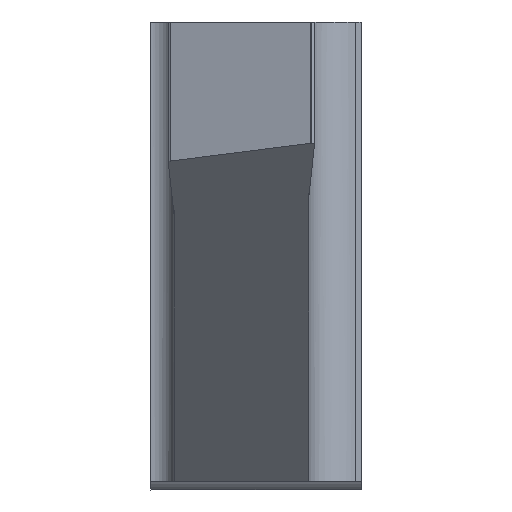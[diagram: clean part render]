
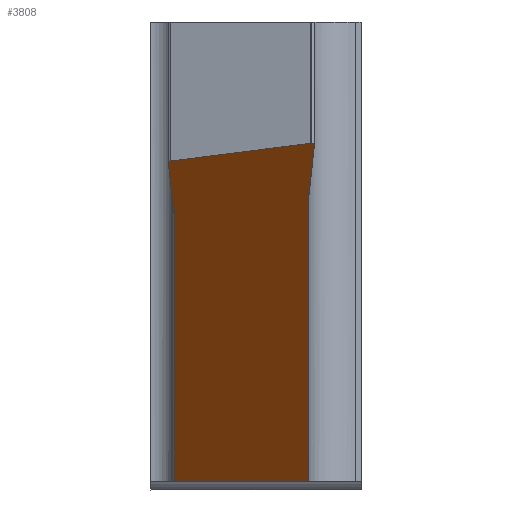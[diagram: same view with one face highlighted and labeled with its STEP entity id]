
A CAD part, front view. The second image highlights one B-rep face of the part: STEP entity #3808.
In plain terms, the highlighted planar face has unit normal (0, -0.427, -0.904).
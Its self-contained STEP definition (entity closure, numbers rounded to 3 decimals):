
#6=CARTESIAN_POINT('',(2.737,0.002,-2.073));
#7=CARTESIAN_POINT('',(2.741,0.001,-2.072));
#8=CARTESIAN_POINT('',(2.746,0.,-2.072));
#9=CARTESIAN_POINT('',(2.75,0.,-2.072));
#10=(BOUNDED_CURVE()B_SPLINE_CURVE(3,(#6,#7,#8,#9),.UNSPECIFIED.,.F.,.F.)B_SPLINE_CURVE_WITH_KNOTS((4,4),(0.,1.),.UNSPECIFIED.)CURVE()GEOMETRIC_REPRESENTATION_ITEM()RATIONAL_B_SPLINE_CURVE((1.,0.994,0.994,1.))REPRESENTATION_ITEM(''));
#11=CARTESIAN_POINT('',(2.737,0.002,-2.073));
#12=VERTEX_POINT('',#11);
#13=CARTESIAN_POINT('',(2.75,0.,-2.072));
#14=VERTEX_POINT('',#13);
#15=EDGE_CURVE('',#12,#14,#10,.T.);
#96=CARTESIAN_POINT('',(0.337,0.645,-2.377));
#97=DIRECTION('',(0.959,-0.257,0.121));
#98=VECTOR('',#97,2.503);
#99=LINE('',#96,#98);
#100=CARTESIAN_POINT('',(0.337,0.645,-2.377));
#101=VERTEX_POINT('',#100);
#102=EDGE_CURVE('',#101,#12,#99,.T.);
#178=CARTESIAN_POINT('',(0.3,0.696,-2.401));
#179=VERTEX_POINT('',#178);
#190=CARTESIAN_POINT('',(0.3,0.696,-2.401));
#191=CARTESIAN_POINT('',(0.299,0.671,-2.389));
#192=CARTESIAN_POINT('',(0.313,0.651,-2.38));
#193=CARTESIAN_POINT('',(0.337,0.645,-2.377));
#194=(BOUNDED_CURVE()B_SPLINE_CURVE(3,(#190,#191,#192,#193),.UNSPECIFIED.,.F.,.F.)B_SPLINE_CURVE_WITH_KNOTS((4,4),(0.,1.),.UNSPECIFIED.)CURVE()GEOMETRIC_REPRESENTATION_ITEM()RATIONAL_B_SPLINE_CURVE((1.,0.851,0.851,1.))REPRESENTATION_ITEM(''));
#195=EDGE_CURVE('',#179,#101,#194,.T.);
#239=CARTESIAN_POINT('',(0.401,2.628,-3.314));
#240=DIRECTION('',(-0.047,-0.903,0.427));
#241=VECTOR('',#240,2.139);
#242=LINE('',#239,#241);
#243=CARTESIAN_POINT('',(0.401,2.628,-3.314));
#244=VERTEX_POINT('',#243);
#245=EDGE_CURVE('',#244,#179,#242,.T.);
#342=CARTESIAN_POINT('',(0.401,12.223,-7.85));
#343=DIRECTION('',(0.,-0.904,0.427));
#344=VECTOR('',#343,10.614);
#345=LINE('',#342,#344);
#346=CARTESIAN_POINT('',(0.401,12.223,-7.85));
#347=VERTEX_POINT('',#346);
#348=EDGE_CURVE('',#347,#244,#345,.T.);
#431=CARTESIAN_POINT('',(0.401,12.223,-7.85));
#432=DIRECTION('',(1.,0.,0.));
#433=VECTOR('',#432,2.299);
#434=LINE('',#431,#433);
#435=CARTESIAN_POINT('',(2.7,12.223,-7.85));
#436=VERTEX_POINT('',#435);
#437=EDGE_CURVE('',#347,#436,#434,.T.);
#3217=CARTESIAN_POINT('',(2.7,2.012,-3.023));
#3218=DIRECTION('',(0.,0.904,-0.427));
#3219=VECTOR('',#3218,11.295);
#3220=LINE('',#3217,#3219);
#3221=CARTESIAN_POINT('',(2.7,2.012,-3.023));
#3222=VERTEX_POINT('',#3221);
#3223=EDGE_CURVE('',#3222,#436,#3220,.T.);
#3283=CARTESIAN_POINT('',(2.8,0.053,-2.097));
#3284=VERTEX_POINT('',#3283);
#3320=CARTESIAN_POINT('',(2.8,0.053,-2.097));
#3321=DIRECTION('',(-0.046,0.903,-0.427));
#3322=VECTOR('',#3321,2.169);
#3323=LINE('',#3320,#3322);
#3324=EDGE_CURVE('',#3284,#3222,#3323,.T.);
#3676=CARTESIAN_POINT('',(2.75,0.,-2.072));
#3677=CARTESIAN_POINT('',(2.78,0.,-2.072));
#3678=CARTESIAN_POINT('',(2.801,0.022,-2.083));
#3679=CARTESIAN_POINT('',(2.8,0.053,-2.097));
#3680=(BOUNDED_CURVE()B_SPLINE_CURVE(3,(#3676,#3677,#3678,#3679),.UNSPECIFIED.,.F.,.F.)B_SPLINE_CURVE_WITH_KNOTS((4,4),(0.,1.),.UNSPECIFIED.)CURVE()GEOMETRIC_REPRESENTATION_ITEM()RATIONAL_B_SPLINE_CURVE((1.,0.793,0.793,1.))REPRESENTATION_ITEM('')
);
#3681=EDGE_CURVE('',#14,#3284,#3680,.T.);
#3720=CARTESIAN_POINT('',(1.,5.638,-4.737));
#3721=DIRECTION('',(0.,0.427,0.904));
#3722=DIRECTION('',(0.,-0.386,0.183));
#3723=AXIS2_PLACEMENT_3D('',#3720,#3721,#3722);
#3724=PLANE('',#3723);
#3725=ORIENTED_EDGE('Edge 1533',*,*,#3223,.F.);
#3734=ORIENTED_EDGE('Edge 258',*,*,#437,.T.);
#3743=ORIENTED_EDGE('Edge 1424',*,*,#348,.F.);
#3752=ORIENTED_EDGE('Edge 268',*,*,#245,.F.);
#3761=ORIENTED_EDGE('Edge 273',*,*,#195,.F.);
#3770=ORIENTED_EDGE('Edge 278',*,*,#102,.F.);
#3779=ORIENTED_EDGE('Edge 283',*,*,#15,.F.);
#3788=ORIENTED_EDGE('Edge 288',*,*,#3681,.F.);
#3797=ORIENTED_EDGE('Edge 293',*,*,#3324,.F.);
#3806=EDGE_LOOP('',(#3797,#3788,#3779,#3770,#3761,#3752,#3743,#3734,#3725));
#3807=FACE_OUTER_BOUND('Loop 294',#3806,.T.);
#3808=ADVANCED_FACE('Face 295',(#3807),#3724,.F.);
